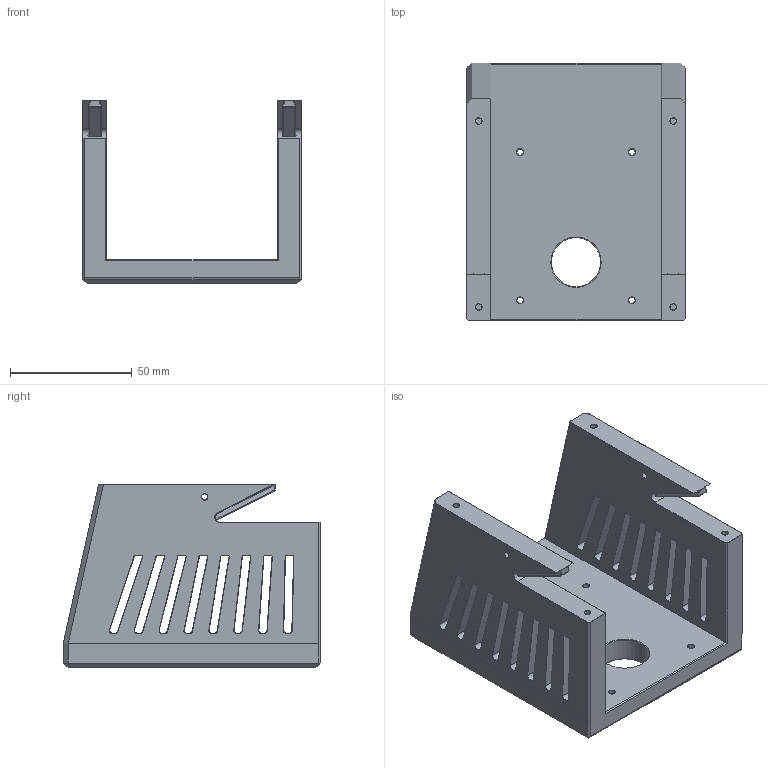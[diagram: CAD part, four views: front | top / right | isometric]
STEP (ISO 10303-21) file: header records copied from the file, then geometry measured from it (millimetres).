
FILE_DESCRIPTION(('HOOPS Exchange Step'),'2;1');
FILE_NAME('temp_export','2024-07-05T14:41:49+02:00',('sebastianfleps'),('Shapr3D Limited'),'HOOPS Exchange 2024.2','Shapr3D','Authorized');
FILE_SCHEMA( ('AUTOMOTIVE_DESIGN { 1 0 10303 214 1 1 1 1 }') );
Length unit declared in the file: millimetre
Products named in the file (1): handheld_base.SLDPRT
Bounding box: 90 x 106 x 75.71 mm (x, y, z)
Volume: 192747.6 mm3; surface area: 58368.5 mm2
Topology: 1 solids, 1 shells, 452 faces, 1088 edges, 646 vertices
Faces by surface type: plane 333, bspline 68, cone 26, cylinder 25
Full cylindrical faces by diameter (mm): 2.55 x6, 2.6 x4, 6.5 x4, 20.2 x1
Entity records: 16576 total; most frequent: CARTESIAN_POINT 6549, ORIENTED_EDGE 2176, DIRECTION 1793, EDGE_CURVE 1088, VECTOR 823, LINE 823, VERTEX_POINT 646, EDGE_LOOP 506
